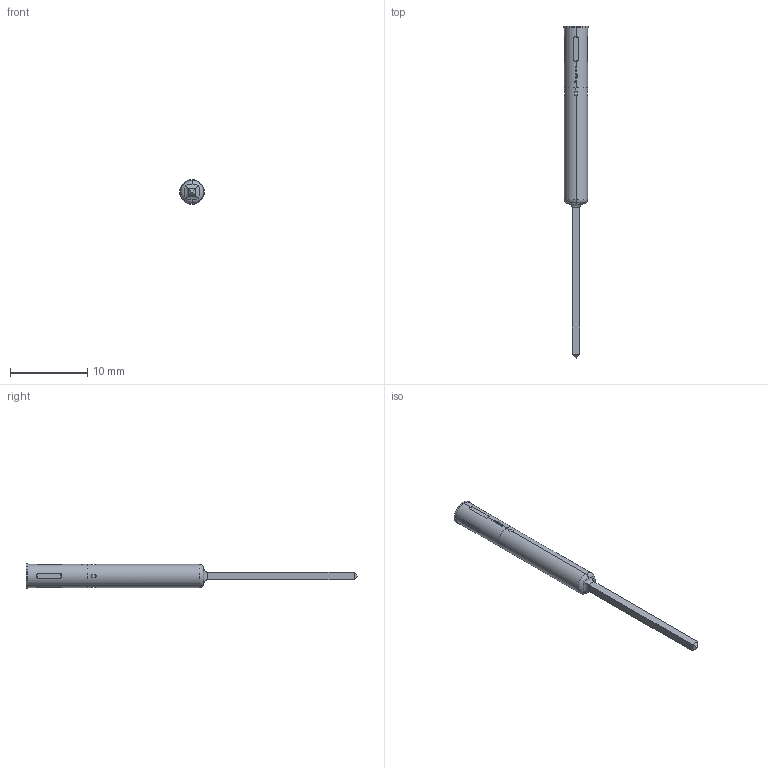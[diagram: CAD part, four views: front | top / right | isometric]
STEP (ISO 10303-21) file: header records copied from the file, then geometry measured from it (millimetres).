
FILE_DESCRIPTION (( 'STEP AP203' ), '1' );
FILE_NAME ('INGUN_KS-113_46.STEP', '2022-02-09T05:21:21', ( 'ochi' ), ( '' ), 'SwSTEP 2.0', 'SolidWorks 2018', '' );
FILE_SCHEMA (( 'CONFIG_CONTROL_DESIGN' ));
Length unit declared in the file: millimetre
Products named in the file (1): INGUN_KS-113_46
Bounding box: 3.2 x 43 x 3.2 mm (x, y, z)
Volume: 181.4 mm3; surface area: 308.1 mm2
Topology: 1 solids, 1 shells, 129 faces, 348 edges, 227 vertices
Faces by surface type: plane 58, cylinder 41, bspline 26, torus 2, cone 2
Entity records: 4597 total; most frequent: CARTESIAN_POINT 1523, ORIENTED_EDGE 696, DIRECTION 522, EDGE_CURVE 348, VERTEX_POINT 227, AXIS2_PLACEMENT_3D 194, EDGE_LOOP 135, VECTOR 134
